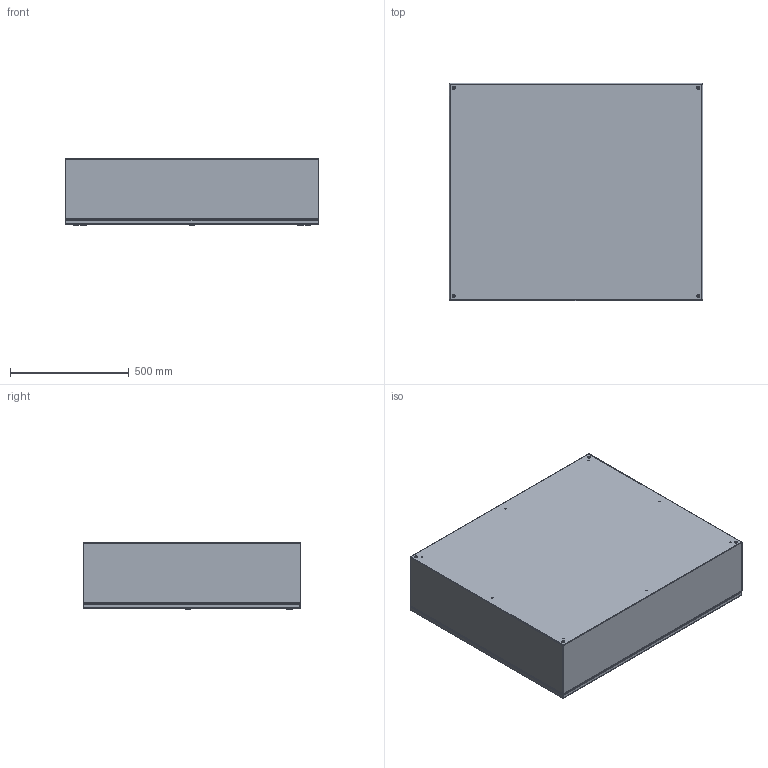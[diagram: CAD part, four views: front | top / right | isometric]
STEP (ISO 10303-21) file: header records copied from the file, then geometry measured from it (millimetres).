
FILE_DESCRIPTION (( 'STEP AP214' ), '1' );
FILE_NAME ('EN4SD423610S16R.STEP', '2019-10-29T18:05:27', ( '' ), ( '' ), 'SwSTEP 2.0', 'SolidWorks 2019', '' );
FILE_SCHEMA (( 'AUTOMOTIVE_DESIGN' ));
Length unit declared in the file: inch
Products named in the file (1): EN4SD423610S16R
Bounding box: 1066.8 x 914.4 x 279.43 mm (x, y, z)
Volume: 6247140.4 mm3; surface area: 6929858.5 mm2
Topology: 64 solids, 65 shells, 1733 faces, 4149 edges, 2613 vertices
Faces by surface type: plane 896, cylinder 552, bspline 193, torus 50, cone 42
Entity records: 78497 total; most frequent: CARTESIAN_POINT 15514, ORIENTED_EDGE 8244, DIRECTION 8169, EDGE_CURVE 4122, AXIS2_PLACEMENT_3D 2850, VERTEX_POINT 2613, VECTOR 2469, LINE 2469
